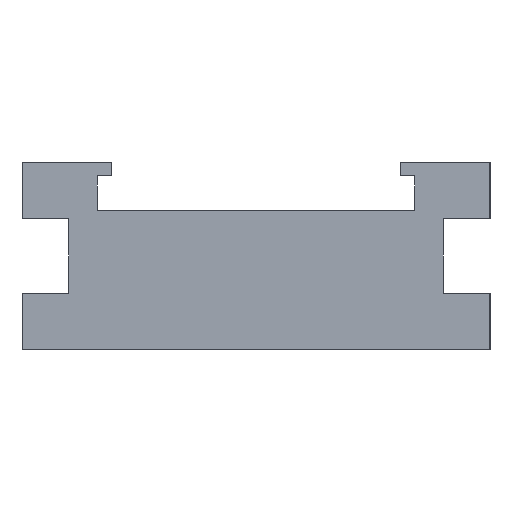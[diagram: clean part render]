
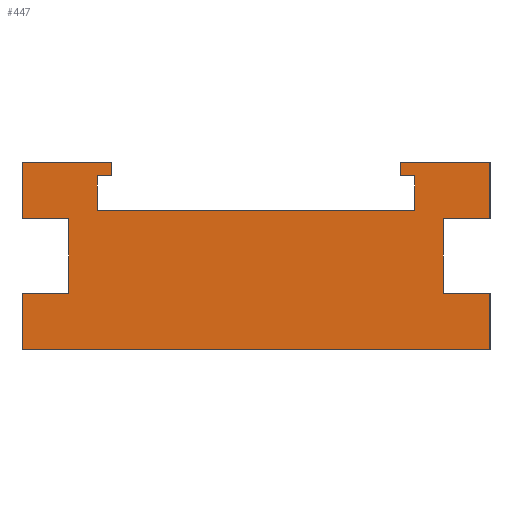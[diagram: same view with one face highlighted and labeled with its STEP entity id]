
A CAD part, left-side view. The second image highlights one B-rep face of the part: STEP entity #447.
In plain terms, the highlighted planar face has unit normal (-1, 0, 0).
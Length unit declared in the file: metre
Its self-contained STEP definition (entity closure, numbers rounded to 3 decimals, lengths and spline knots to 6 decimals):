
#120=ORIENTED_EDGE('',*,*,#162,.T.);
#121=ORIENTED_EDGE('',*,*,#199,.T.);
#122=ORIENTED_EDGE('',*,*,#198,.T.);
#123=ORIENTED_EDGE('',*,*,#196,.T.);
#124=ORIENTED_EDGE('',*,*,#194,.T.);
#125=ORIENTED_EDGE('',*,*,#192,.T.);
#126=ORIENTED_EDGE('',*,*,#190,.T.);
#127=ORIENTED_EDGE('',*,*,#188,.T.);
#128=ORIENTED_EDGE('',*,*,#186,.T.);
#129=ORIENTED_EDGE('',*,*,#184,.T.);
#130=ORIENTED_EDGE('',*,*,#182,.T.);
#131=ORIENTED_EDGE('',*,*,#180,.T.);
#132=ORIENTED_EDGE('',*,*,#178,.T.);
#133=ORIENTED_EDGE('',*,*,#176,.T.);
#134=ORIENTED_EDGE('',*,*,#174,.T.);
#135=ORIENTED_EDGE('',*,*,#172,.T.);
#136=ORIENTED_EDGE('',*,*,#170,.T.);
#137=ORIENTED_EDGE('',*,*,#168,.T.);
#138=ORIENTED_EDGE('',*,*,#166,.T.);
#139=ORIENTED_EDGE('',*,*,#164,.T.);
#162=EDGE_CURVE('',#220,#221,#262,.T.);
#164=EDGE_CURVE('',#222,#220,#264,.T.);
#166=EDGE_CURVE('',#223,#222,#266,.T.);
#168=EDGE_CURVE('',#224,#223,#268,.T.);
#170=EDGE_CURVE('',#225,#224,#270,.T.);
#172=EDGE_CURVE('',#226,#225,#272,.T.);
#174=EDGE_CURVE('',#227,#226,#274,.T.);
#176=EDGE_CURVE('',#228,#227,#276,.T.);
#178=EDGE_CURVE('',#229,#228,#278,.T.);
#180=EDGE_CURVE('',#230,#229,#280,.T.);
#182=EDGE_CURVE('',#231,#230,#282,.T.);
#184=EDGE_CURVE('',#232,#231,#284,.T.);
#186=EDGE_CURVE('',#233,#232,#286,.T.);
#188=EDGE_CURVE('',#234,#233,#288,.T.);
#190=EDGE_CURVE('',#235,#234,#290,.T.);
#192=EDGE_CURVE('',#236,#235,#292,.T.);
#194=EDGE_CURVE('',#237,#236,#294,.T.);
#196=EDGE_CURVE('',#238,#237,#296,.T.);
#198=EDGE_CURVE('',#239,#238,#298,.T.);
#199=EDGE_CURVE('',#221,#239,#299,.T.);
#220=VERTEX_POINT('',#633);
#221=VERTEX_POINT('',#635);
#222=VERTEX_POINT('',#639);
#223=VERTEX_POINT('',#643);
#224=VERTEX_POINT('',#647);
#225=VERTEX_POINT('',#651);
#226=VERTEX_POINT('',#655);
#227=VERTEX_POINT('',#659);
#228=VERTEX_POINT('',#663);
#229=VERTEX_POINT('',#667);
#230=VERTEX_POINT('',#671);
#231=VERTEX_POINT('',#675);
#232=VERTEX_POINT('',#679);
#233=VERTEX_POINT('',#683);
#234=VERTEX_POINT('',#687);
#235=VERTEX_POINT('',#691);
#236=VERTEX_POINT('',#695);
#237=VERTEX_POINT('',#699);
#238=VERTEX_POINT('',#703);
#239=VERTEX_POINT('',#707);
#262=LINE('',#636,#322);
#264=LINE('',#640,#324);
#266=LINE('',#644,#326);
#268=LINE('',#648,#328);
#270=LINE('',#652,#330);
#272=LINE('',#656,#332);
#274=LINE('',#660,#334);
#276=LINE('',#664,#336);
#278=LINE('',#668,#338);
#280=LINE('',#672,#340);
#282=LINE('',#676,#342);
#284=LINE('',#680,#344);
#286=LINE('',#684,#346);
#288=LINE('',#688,#348);
#290=LINE('',#692,#350);
#292=LINE('',#696,#352);
#294=LINE('',#700,#354);
#296=LINE('',#704,#356);
#298=LINE('',#708,#358);
#299=LINE('',#710,#359);
#322=VECTOR('',#511,1.);
#324=VECTOR('',#515,1.);
#326=VECTOR('',#519,1.);
#328=VECTOR('',#523,1.);
#330=VECTOR('',#527,1.);
#332=VECTOR('',#531,1.);
#334=VECTOR('',#535,1.);
#336=VECTOR('',#539,1.);
#338=VECTOR('',#543,1.);
#340=VECTOR('',#547,1.);
#342=VECTOR('',#551,1.);
#344=VECTOR('',#555,1.);
#346=VECTOR('',#559,1.);
#348=VECTOR('',#563,1.);
#350=VECTOR('',#567,1.);
#352=VECTOR('',#571,1.);
#354=VECTOR('',#575,1.);
#356=VECTOR('',#579,1.);
#358=VECTOR('',#583,1.);
#359=VECTOR('',#586,1.);
#381=EDGE_LOOP('',(#120,#121,#122,#123,#124,#125,#126,#127,#128,#129,#130,
#131,#132,#133,#134,#135,#136,#137,#138,#139));
#403=FACE_BOUND('',#381,.T.);
#425=PLANE('',#482);
#447=ADVANCED_FACE('',(#403),#425,.T.);
#482=AXIS2_PLACEMENT_3D('',#711,#587,#588);
#511=DIRECTION('',(0.,-1.,0.));
#515=DIRECTION('',(0.,0.,-1.));
#519=DIRECTION('',(0.,1.,0.));
#523=DIRECTION('',(0.,0.,-1.));
#527=DIRECTION('',(0.,-1.,0.));
#531=DIRECTION('',(0.,0.,-1.));
#535=DIRECTION('',(0.,1.,0.));
#539=DIRECTION('',(0.,0.,1.));
#543=DIRECTION('',(0.,-1.,0.));
#547=DIRECTION('',(0.,0.,1.));
#551=DIRECTION('',(0.,1.,0.));
#555=DIRECTION('',(0.,0.,-1.));
#559=DIRECTION('',(0.,-1.,0.));
#563=DIRECTION('',(0.,0.,-1.));
#567=DIRECTION('',(0.,1.,0.));
#571=DIRECTION('',(0.,0.,1.));
#575=DIRECTION('',(0.,-1.,0.));
#579=DIRECTION('',(0.,0.,1.));
#583=DIRECTION('',(0.,1.,0.));
#586=DIRECTION('',(0.,0.,1.));
#587=DIRECTION('',(-1.,0.,0.));
#588=DIRECTION('',(0.,0.,1.));
#633=CARTESIAN_POINT('',(-2.,0.25,0.));
#635=CARTESIAN_POINT('',(-2.,-0.25,0.));
#636=CARTESIAN_POINT('',(-2.,-0.25,0.));
#639=CARTESIAN_POINT('',(-2.,0.25,0.06));
#640=CARTESIAN_POINT('',(-2.,0.25,0.1));
#643=CARTESIAN_POINT('',(-2.,0.2,0.06));
#644=CARTESIAN_POINT('',(-2.,0.,0.06));
#647=CARTESIAN_POINT('',(-2.,0.2,0.14));
#648=CARTESIAN_POINT('',(-2.,0.2,0.06));
#651=CARTESIAN_POINT('',(-2.,0.25,0.14));
#652=CARTESIAN_POINT('',(-2.,0.,0.14));
#655=CARTESIAN_POINT('',(-2.,0.25,0.2));
#656=CARTESIAN_POINT('',(-2.,0.25,0.14));
#659=CARTESIAN_POINT('',(-2.,0.154425,0.2));
#660=CARTESIAN_POINT('',(-2.,0.,0.2));
#663=CARTESIAN_POINT('',(-2.,0.154425,0.185595));
#664=CARTESIAN_POINT('',(-2.,0.154425,0.2));
#667=CARTESIAN_POINT('',(-2.,0.169387,0.185595));
#668=CARTESIAN_POINT('',(-2.,0.,0.185595));
#671=CARTESIAN_POINT('',(-2.,0.169387,0.148825));
#672=CARTESIAN_POINT('',(-2.,0.169387,0.185595));
#675=CARTESIAN_POINT('',(-2.,-0.169387,0.148825));
#676=CARTESIAN_POINT('',(-2.,0.169387,0.148825));
#679=CARTESIAN_POINT('',(-2.,-0.169387,0.185595));
#680=CARTESIAN_POINT('',(-2.,-0.169387,0.185595));
#683=CARTESIAN_POINT('',(-2.,-0.154425,0.185595));
#684=CARTESIAN_POINT('',(-2.,-0.154425,0.185595));
#687=CARTESIAN_POINT('',(-2.,-0.154425,0.2));
#688=CARTESIAN_POINT('',(-2.,-0.154425,0.2));
#691=CARTESIAN_POINT('',(-2.,-0.25,0.2));
#692=CARTESIAN_POINT('',(-2.,-0.25,0.2));
#695=CARTESIAN_POINT('',(-2.,-0.25,0.14));
#696=CARTESIAN_POINT('',(-2.,-0.25,0.1));
#699=CARTESIAN_POINT('',(-2.,-0.2,0.14));
#700=CARTESIAN_POINT('',(-2.,-0.2,0.14));
#703=CARTESIAN_POINT('',(-2.,-0.2,0.06));
#704=CARTESIAN_POINT('',(-2.,-0.2,0.06));
#707=CARTESIAN_POINT('',(-2.,-0.25,0.06));
#708=CARTESIAN_POINT('',(-2.,-0.25,0.06));
#710=CARTESIAN_POINT('',(-2.,-0.25,0.));
#711=CARTESIAN_POINT('',(-2.,0.,0.1));
